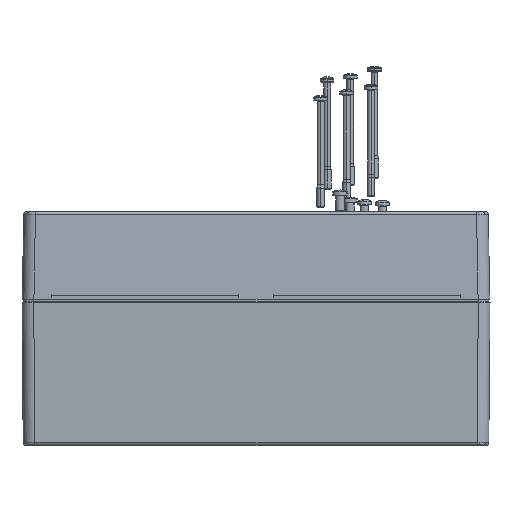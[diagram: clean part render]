
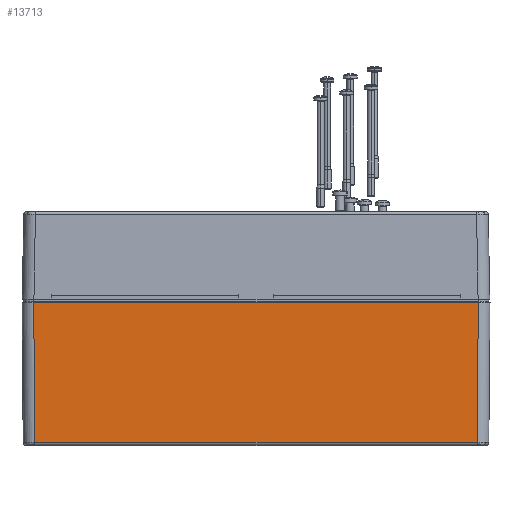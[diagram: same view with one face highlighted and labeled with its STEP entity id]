
A CAD part, top view. The second image highlights one B-rep face of the part: STEP entity #13713.
In plain terms, the highlighted planar face has unit normal (0, -0.009, 1).
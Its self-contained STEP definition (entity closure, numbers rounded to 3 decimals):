
#6477 = VERTEX_POINT('',#6478);
#6478 = CARTESIAN_POINT('',(-113.514,-75.013,
    79.514));
#13166 = VERTEX_POINT('',#13167);
#13167 = CARTESIAN_POINT('',(-114.125,-3.,80.125));
#13176 = EDGE_CURVE('',#13177,#13166,#13179,.T.);
#13177 = VERTEX_POINT('',#13178);
#13178 = CARTESIAN_POINT('',(114.125,-3.,80.125));
#13179 = LINE('',#13180,#13181);
#13180 = CARTESIAN_POINT('',(-120.15,-3.,80.125));
#13181 = VECTOR('',#13182,1.);
#13182 = DIRECTION('',(-1.,0.,0.));
#13587 = VERTEX_POINT('',#13588);
#13588 = CARTESIAN_POINT('',(113.514,-75.013,
    79.514));
#13640 = EDGE_CURVE('',#6477,#13587,#13641,.T.);
#13641 = LINE('',#13642,#13643);
#13642 = CARTESIAN_POINT('',(-120.15,-75.013,79.514));
#13643 = VECTOR('',#13644,1.);
#13644 = DIRECTION('',(1.,0.,0.));
#13713 = ADVANCED_FACE('',(#13714),#13730,.T.);
#13714 = FACE_BOUND('',#13715,.T.);
#13715 = EDGE_LOOP('',(#13716,#13722,#13723,#13729));
#13716 = ORIENTED_EDGE('',*,*,#13717,.T.);
#13717 = EDGE_CURVE('',#13587,#13177,#13718,.T.);
#13718 = LINE('',#13719,#13720);
#13719 = CARTESIAN_POINT('',(114.133,-1.987,
    80.133));
#13720 = VECTOR('',#13721,1.);
#13721 = DIRECTION('',(0.008,1.,
    0.008));
#13722 = ORIENTED_EDGE('',*,*,#13176,.T.);
#13723 = ORIENTED_EDGE('',*,*,#13724,.T.);
#13724 = EDGE_CURVE('',#13166,#6477,#13725,.T.);
#13725 = LINE('',#13726,#13727);
#13726 = CARTESIAN_POINT('',(-114.151,0.051,
    80.15));
#13727 = VECTOR('',#13728,1.);
#13728 = DIRECTION('',(0.008,-1.,
    -0.008));
#13729 = ORIENTED_EDGE('',*,*,#13640,.T.);
#13730 = PLANE('',#13731);
#13731 = AXIS2_PLACEMENT_3D('',#13732,#13733,#13734);
#13732 = CARTESIAN_POINT('',(-120.15,0.,80.15));
#13733 = DIRECTION('',(0.,-0.008,1.));
#13734 = DIRECTION('',(0.,-1.,-0.008));
